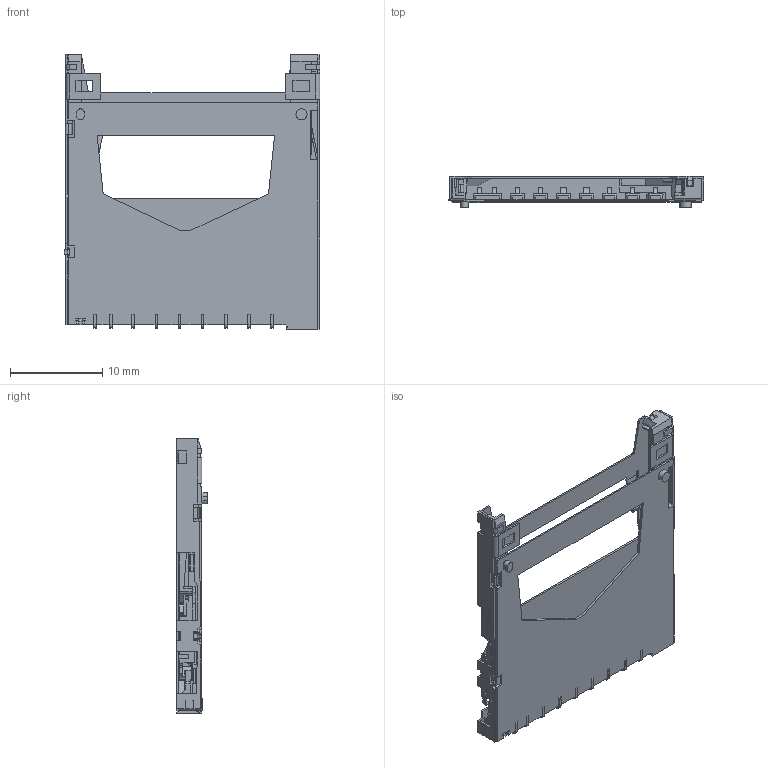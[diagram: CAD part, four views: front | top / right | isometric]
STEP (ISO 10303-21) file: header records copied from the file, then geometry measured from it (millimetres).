
FILE_DESCRIPTION(('STEP AP242'),'1');
FILE_NAME('2013357-1.stp','2019-04-23T13:18:47',('TraceParts'),('TraceParts S.A.'),'Spatial InterOp 3D',' ',' ');
FILE_SCHEMA(('AP242_MANAGED_MODEL_BASED_3D_ENGINEERING_MIM_LF {1 0 10303 442 1 1 4}'));
Length unit declared in the file: millimetre
Products named in the file (1): 2013357-1
Bounding box: 27.68 x 3.35 x 29.7 mm (x, y, z)
Volume: 511.4 mm3; surface area: 2851.8 mm2
Topology: 1 solids, 1 shells, 842 faces, 2583 edges, 1688 vertices
Faces by surface type: plane 679, cylinder 158, torus 5
Entity records: 29167 total; most frequent: CARTESIAN_POINT 5688, ORIENTED_EDGE 5166, DIRECTION 4566, EDGE_CURVE 2583, LINE 2226, VECTOR 2226, VERTEX_POINT 1688, AXIS2_PLACEMENT_3D 1170
